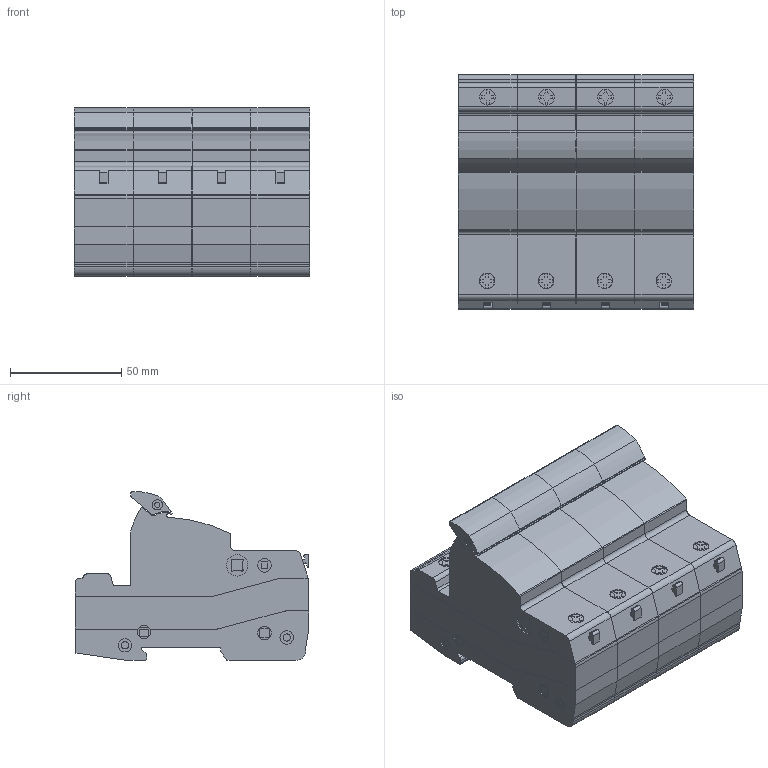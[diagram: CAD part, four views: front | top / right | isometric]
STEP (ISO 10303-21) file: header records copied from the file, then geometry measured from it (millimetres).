
FILE_DESCRIPTION((''),'2;1');
FILE_NAME('3d_FB02A3N.stp','2012-10-03T09:01:15',(''),(''),'Mechanical Desktop 2011','Mechanical Desktop 2011',', , ');
FILE_SCHEMA(('CONFIG_CONTROL_DESIGN'));
Length unit declared in the file: millimetre
Products named in the file (1): Product
Bounding box: 106 x 105.25 x 75.98 mm (x, y, z)
Volume: 563252.5 mm3; surface area: 130255.5 mm2
Topology: 16 solids, 16 shells, 840 faces, 2320 edges, 1572 vertices
Faces by surface type: plane 540, cylinder 300
Entity records: 27069 total; most frequent: CARTESIAN_POINT 4733, DIRECTION 4714, ORIENTED_EDGE 4640, EDGE_CURVE 2320, VECTOR 1608, LINE 1608, VERTEX_POINT 1572, AXIS2_PLACEMENT_3D 1553
